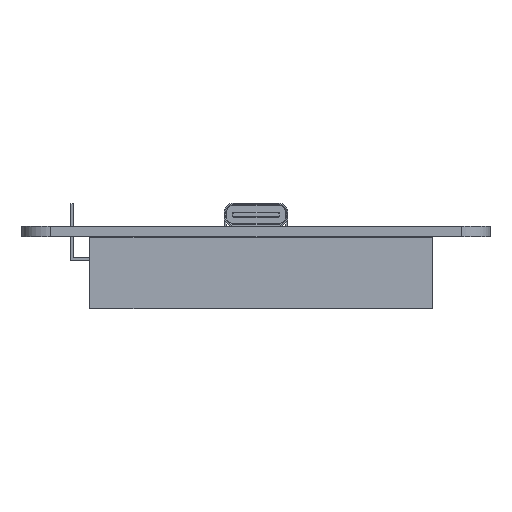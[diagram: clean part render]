
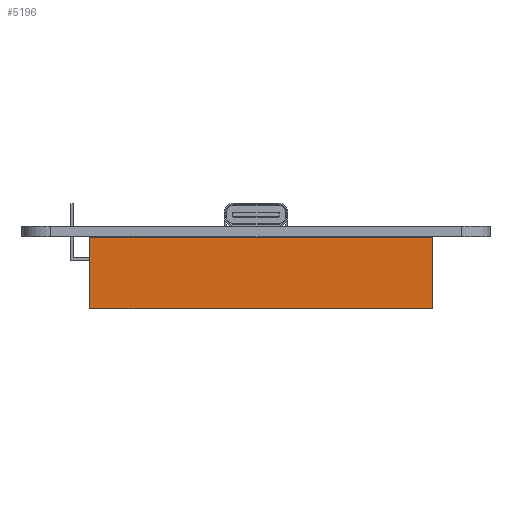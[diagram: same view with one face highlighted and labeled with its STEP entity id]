
A CAD part, left-side view. The second image highlights one B-rep face of the part: STEP entity #5196.
In plain terms, the highlighted planar face has unit normal (-1, 0, 0).
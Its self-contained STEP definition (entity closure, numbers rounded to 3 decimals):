
#5096 = VERTEX_POINT('',#5097);
#5097 = CARTESIAN_POINT('',(-75.,24.,10.));
#5105 = EDGE_CURVE('',#5096,#5106,#5108,.T.);
#5106 = VERTEX_POINT('',#5107);
#5107 = CARTESIAN_POINT('',(-75.,-24.,10.));
#5108 = LINE('',#5109,#5110);
#5109 = CARTESIAN_POINT('',(-75.,0.,10.));
#5110 = VECTOR('',#5111,1.);
#5111 = DIRECTION('',(0.,-1.,0.));
#5170 = VERTEX_POINT('',#5171);
#5171 = CARTESIAN_POINT('',(-75.,24.,0.));
#5179 = EDGE_CURVE('',#5096,#5170,#5180,.T.);
#5180 = LINE('',#5181,#5182);
#5181 = CARTESIAN_POINT('',(-75.,24.,10.));
#5182 = VECTOR('',#5183,1.);
#5183 = DIRECTION('',(0.,0.,-1.));
#5196 = ADVANCED_FACE('',(#5197),#5215,.F.);
#5197 = FACE_BOUND('',#5198,.T.);
#5198 = EDGE_LOOP('',(#5199,#5207,#5213,#5214));
#5199 = ORIENTED_EDGE('',*,*,#5200,.T.);
#5200 = EDGE_CURVE('',#5170,#5201,#5203,.T.);
#5201 = VERTEX_POINT('',#5202);
#5202 = CARTESIAN_POINT('',(-75.,-24.,0.));
#5203 = LINE('',#5204,#5205);
#5204 = CARTESIAN_POINT('',(-75.,0.,0.));
#5205 = VECTOR('',#5206,1.);
#5206 = DIRECTION('',(0.,-1.,0.));
#5207 = ORIENTED_EDGE('',*,*,#5208,.F.);
#5208 = EDGE_CURVE('',#5106,#5201,#5209,.T.);
#5209 = LINE('',#5210,#5211);
#5210 = CARTESIAN_POINT('',(-75.,-24.,10.));
#5211 = VECTOR('',#5212,1.);
#5212 = DIRECTION('',(0.,0.,-1.));
#5213 = ORIENTED_EDGE('',*,*,#5105,.F.);
#5214 = ORIENTED_EDGE('',*,*,#5179,.T.);
#5215 = PLANE('',#5216);
#5216 = AXIS2_PLACEMENT_3D('',#5217,#5218,#5219);
#5217 = CARTESIAN_POINT('',(-75.,0.,10.));
#5218 = DIRECTION('',(1.,0.,0.));
#5219 = DIRECTION('',(0.,0.,-1.));
